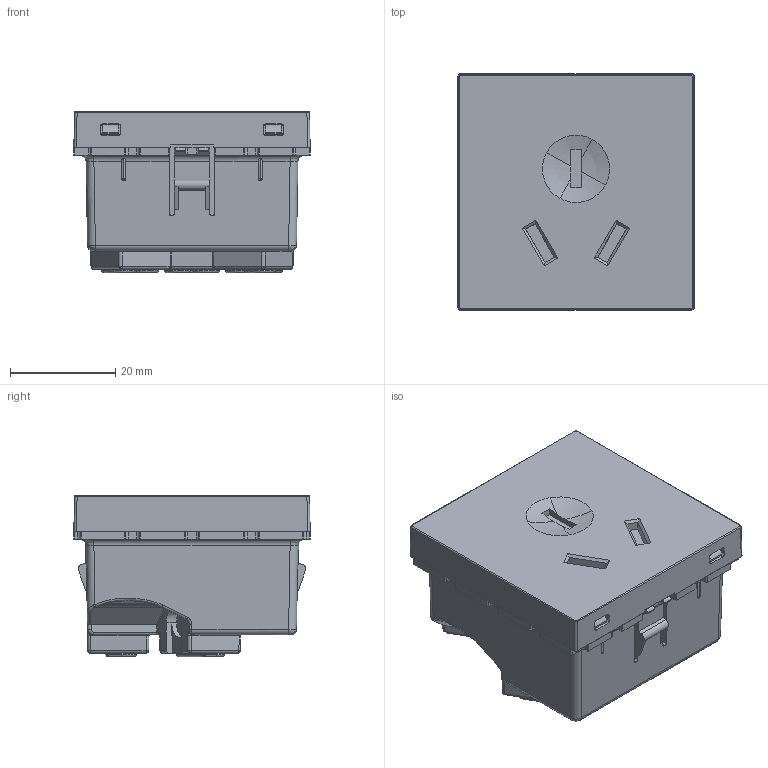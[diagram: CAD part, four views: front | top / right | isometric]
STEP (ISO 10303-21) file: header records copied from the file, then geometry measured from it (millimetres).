
FILE_DESCRIPTION(('CATIA V5 STEP Exchange','CAx-IF Rec.Pracs.--- Model Styling and Organization---1.4--- 2014-01-23'),'2;1');
FILE_NAME ('013610-2_2', '2019-10-18T08:04:56+00:00', ('none'), ('Weidmueller'), 'CATIA Version 5-6 Release 2016 SP3 HF44', 'CATIA V5 STEP AP214', 'none');
FILE_SCHEMA(('AUTOMOTIVE_DESIGN { 1 0 10303 214 1 1 1 1 }'));
Length unit declared in the file: millimetre
Products named in the file (1): 1450790000
Bounding box: 45 x 45 x 30.8 mm (x, y, z)
Volume: 45348.4 mm3; surface area: 15184.5 mm2
Topology: 2 solids, 12 shells, 826 faces, 2196 edges, 1356 vertices
Faces by surface type: plane 369, cylinder 177, cone 103, bspline 64, torus 51, sphere 48, extrusion 14
Entity records: 31215 total; most frequent: CARTESIAN_POINT 12707, ORIENTED_EDGE 4300, DIRECTION 2940, EDGE_CURVE 2150, VERTEX_POINT 1356, VECTOR 1240, LINE 1226, AXIS2_PLACEMENT_3D 1046
